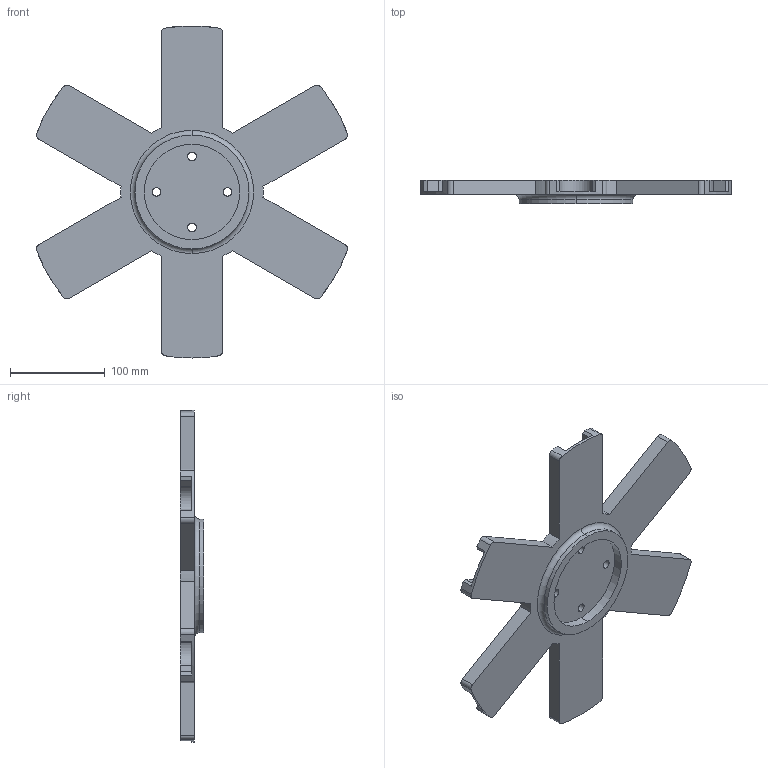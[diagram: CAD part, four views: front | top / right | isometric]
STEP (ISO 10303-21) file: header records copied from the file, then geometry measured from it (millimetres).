
FILE_DESCRIPTION (( 'STEP AP214' ), '1' );
FILE_NAME ('6 Station Rotary Base.STEP', '2021-11-14T13:42:47', ( '' ), ( '' ), 'SwSTEP 2.0', 'SolidWorks 2018', '' );
FILE_SCHEMA (( 'AUTOMOTIVE_DESIGN' ));
Length unit declared in the file: millimetre
Products named in the file (1): 6 Station Rotary Base
Bounding box: 328.06 x 24.82 x 349.87 mm (x, y, z)
Volume: 807010.9 mm3; surface area: 151134.7 mm2
Topology: 1 solids, 1 shells, 108 faces, 298 edges, 198 vertices
Faces by surface type: cylinder 56, plane 50, torus 2
Entity records: 3544 total; most frequent: DIRECTION 644, CARTESIAN_POINT 605, ORIENTED_EDGE 596, EDGE_CURVE 298, AXIS2_PLACEMENT_3D 237, VERTEX_POINT 198, VECTOR 170, LINE 170
